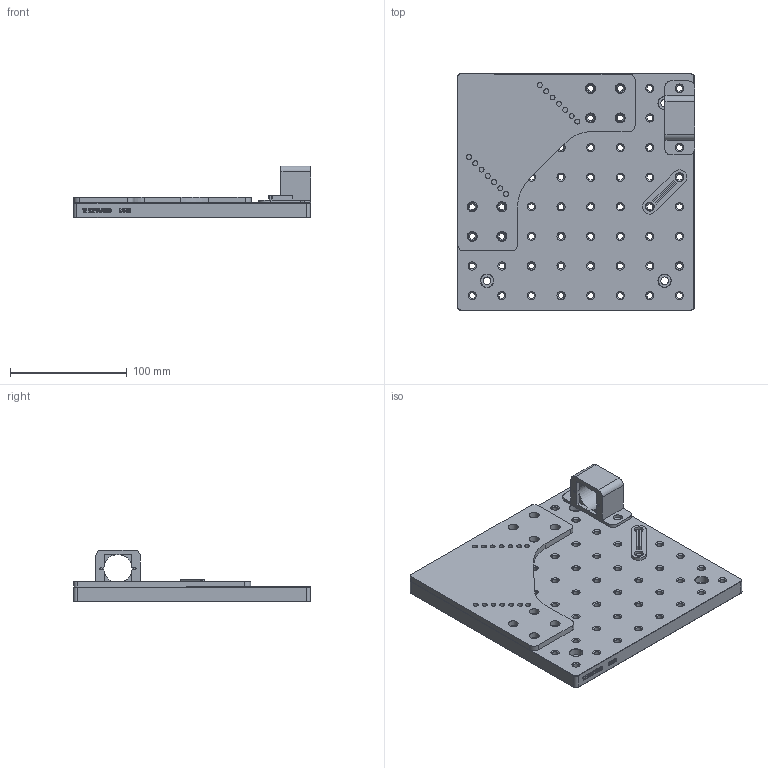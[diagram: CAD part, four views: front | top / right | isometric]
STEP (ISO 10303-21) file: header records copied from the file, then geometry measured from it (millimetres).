
FILE_DESCRIPTION( ( '' ), ' ' );
FILE_NAME( '5ddeaf33f0946f134bb2ea34.step', '2019-11-27T17:15:31', ( '' ), ( '' ), ' ', ' ', ' ' );
FILE_SCHEMA( ( 'AUTOMOTIVE_DESIGN { 1 0 10303 214 1 1 1 1 }' ) );
Length unit declared in the file: metre
Products named in the file (5): Assem1; Part 1
Assembly tree (4 placements, depth 2):
  Assem1
    Part 1
    Part 1
    Part 1
    Part 1
Bounding box: 203.48 x 203.21 x 44.51 mm (x, y, z)
Volume: 592677.1 mm3; surface area: 144860.1 mm2
Topology: 4 solids, 4 shells, 529 faces, 1335 edges, 841 vertices
Faces by surface type: plane 194, cylinder 167, cone 140, extrusion 28
Full cylindrical faces by diameter (mm): 2 x2, 4.238 x14, 5.105 x64, 6.6 x4, 7.508 x2, 7.62 x2, 8.524 x8, 11 x4, 24.216 x1
Entity records: 19677 total; most frequent: CARTESIAN_POINT 3668, DIRECTION 2568, ORIENTED_EDGE 2198, EDGE_CURVE 1099, AXIS2_PLACEMENT_3D 990, EDGE_LOOP 980, VERTEX_POINT 839, FACE_OUTER_BOUND 631
